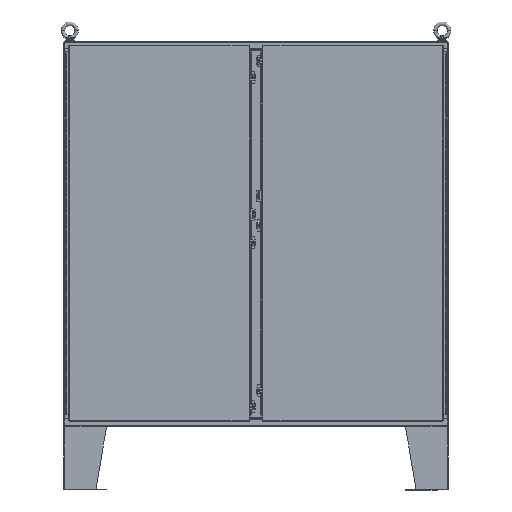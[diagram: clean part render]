
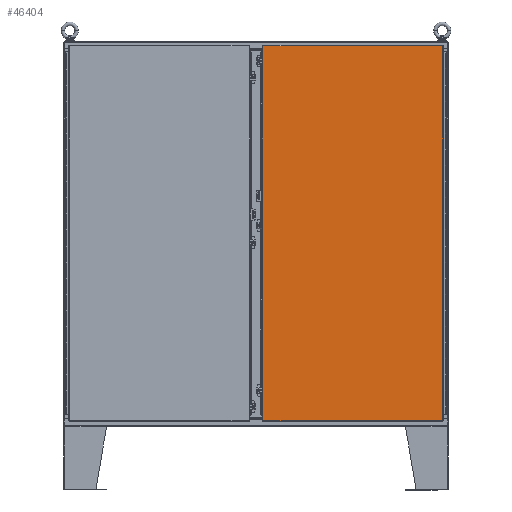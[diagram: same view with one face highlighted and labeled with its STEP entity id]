
A CAD part, front view. The second image highlights one B-rep face of the part: STEP entity #46404.
In plain terms, the highlighted planar face has unit normal (0, -1, 0).
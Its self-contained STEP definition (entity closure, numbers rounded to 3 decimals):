
#2785 = CARTESIAN_POINT ( 'NONE',  ( -16.669, -13.78, -35.044 ) ) ;
#7355 = CARTESIAN_POINT ( 'NONE',  ( 17.045, -13.78, -35.044 ) ) ;
#11526 = DIRECTION ( 'NONE',  ( -1., 0., 0. ) ) ;
#18136 = LINE ( 'NONE', #76268, #88032 ) ;
#23010 = DIRECTION ( 'NONE',  ( 0., 0., 1. ) ) ;
#27664 = ORIENTED_EDGE ( 'NONE', *, *, #111585, .F. ) ;
#31652 = ORIENTED_EDGE ( 'NONE', *, *, #61224, .F. ) ;
#33130 = DIRECTION ( 'NONE',  ( 0., 1., 0. ) ) ;
#34338 = PLANE ( 'NONE',  #56777 ) ;
#46404 = ADVANCED_FACE ( 'NONE', ( #117019 ), #34338, .F. ) ;
#47903 = EDGE_CURVE ( 'NONE', #51389, #110059, #69561, .T. ) ;
#50451 = CARTESIAN_POINT ( 'NONE',  ( 17.045, -13.78, 35.257 ) ) ;
#50896 = DIRECTION ( 'NONE',  ( 0., 0., -1. ) ) ;
#51389 = VERTEX_POINT ( 'NONE', #82735 ) ;
#56777 = AXIS2_PLACEMENT_3D ( 'NONE', #99866, #33130, #50896 ) ;
#57245 = DIRECTION ( 'NONE',  ( 0., 0., -1. ) ) ;
#58091 = LINE ( 'NONE', #74703, #99077 ) ;
#61224 = EDGE_CURVE ( 'NONE', #83451, #93449, #18136, .T. ) ;
#61473 = LINE ( 'NONE', #50451, #100697 ) ;
#64020 = CARTESIAN_POINT ( 'NONE',  ( -16.669, -13.78, 35.257 ) ) ;
#69561 = LINE ( 'NONE', #2785, #107708 ) ;
#74703 = CARTESIAN_POINT ( 'NONE',  ( 17.045, -13.78, -35.044 ) ) ;
#76268 = CARTESIAN_POINT ( 'NONE',  ( 17.045, -13.78, -35.044 ) ) ;
#82415 = EDGE_LOOP ( 'NONE', ( #27664, #97735, #86674, #31652 ) ) ;
#82735 = CARTESIAN_POINT ( 'NONE',  ( -16.669, -13.78, -35.044 ) ) ;
#83451 = VERTEX_POINT ( 'NONE', #99509 ) ;
#86674 = ORIENTED_EDGE ( 'NONE', *, *, #88770, .F. ) ;
#88032 = VECTOR ( 'NONE', #57245, 39.37 ) ;
#88770 = EDGE_CURVE ( 'NONE', #93449, #51389, #58091, .T. ) ;
#93449 = VERTEX_POINT ( 'NONE', #7355 ) ;
#97735 = ORIENTED_EDGE ( 'NONE', *, *, #47903, .F. ) ;
#98845 = DIRECTION ( 'NONE',  ( 1., 0., 0. ) ) ;
#99077 = VECTOR ( 'NONE', #11526, 39.37 ) ;
#99509 = CARTESIAN_POINT ( 'NONE',  ( 17.045, -13.78, 35.257 ) ) ;
#99866 = CARTESIAN_POINT ( 'NONE',  ( 17.045, -13.78, -35.044 ) ) ;
#100697 = VECTOR ( 'NONE', #98845, 39.37 ) ;
#107708 = VECTOR ( 'NONE', #23010, 39.37 ) ;
#110059 = VERTEX_POINT ( 'NONE', #64020 ) ;
#111585 = EDGE_CURVE ( 'NONE', #110059, #83451, #61473, .T. ) ;
#117019 = FACE_OUTER_BOUND ( 'NONE', #82415, .T. ) ;
